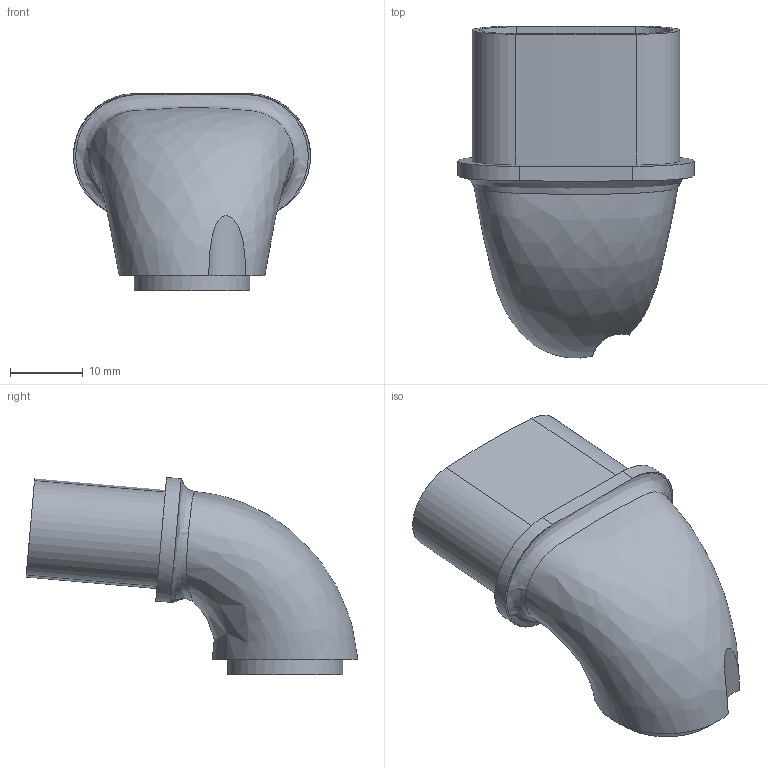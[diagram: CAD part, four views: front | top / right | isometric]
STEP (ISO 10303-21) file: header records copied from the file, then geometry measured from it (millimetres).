
FILE_DESCRIPTION(/* description */ (''),/* implementation_level */ '2;1');
FILE_NAME(/* name */ 'v2_glove_box_air_valve_adapter_for_vw_mkiv.stp',/* time_stamp */ '2022-06-18T16:09:38-07:00',/* author */ ('Andrew'),/* organization */ (''),/* preprocessor_version */ 'ST-DEVELOPER v18.1',/* originating_system */ 'Autodesk Inventor 2021',/* authorisation */ '');
FILE_SCHEMA (('AUTOMOTIVE_DESIGN { 1 0 10303 214 3 1 1 }'));
Length unit declared in the file: millimetre
Products named in the file (1): glove_box_air_valve
Bounding box: 32.5 x 45.5 x 27.01 mm (x, y, z)
Volume: 4744 mm3; surface area: 6381.1 mm2
Topology: 1 solids, 1 shells, 24 faces, 73 edges, 53 vertices
Faces by surface type: cylinder 13, plane 8, bspline 3
Full cylindrical faces by diameter (mm): 13.8 x1, 15.8 x1
Entity records: 1711 total; most frequent: CARTESIAN_POINT 1044, ORIENTED_EDGE 146, DIRECTION 110, EDGE_CURVE 73, VERTEX_POINT 53, AXIS2_PLACEMENT_3D 47, B_SPLINE_CURVE_WITH_KNOTS 32, EDGE_LOOP 28
